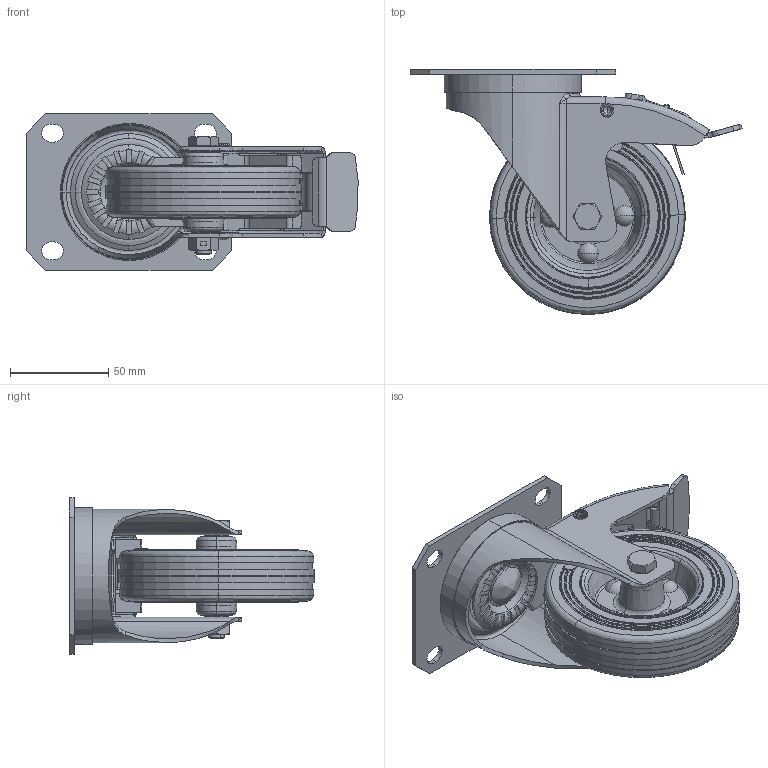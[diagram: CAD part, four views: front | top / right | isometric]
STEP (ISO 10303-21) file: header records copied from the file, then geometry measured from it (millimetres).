
FILE_DESCRIPTION (( 'STEP AP214' ), '1' );
FILE_NAME ('0029352_L-IS-SGS-100-R-3-DSN-grau.STEP', '2016-10-18T12:55:21', ( '' ), ( '' ), 'SwSTEP 2.0', 'SolidWorks 2016', '' );
FILE_SCHEMA (( 'AUTOMOTIVE_DESIGN' ));
Length unit declared in the file: millimetre
Products named in the file (1): 0029352_L-IS-SGS-100-R-3-DSN-grau
Bounding box: 169.35 x 124.99 x 80 mm (x, y, z)
Surface area: 114914.5 mm2 (no closed solid volume)
Topology: 0 solids, 34 shells, 1344 faces, 3562 edges, 2253 vertices
Faces by surface type: plane 587, cylinder 315, bspline 279, cone 129, torus 34
Entity records: 69177 total; most frequent: CARTESIAN_POINT 22452, ORIENTED_EDGE 6919, DIRECTION 6281, EDGE_CURVE 3534, VERTEX_POINT 2253, AXIS2_PLACEMENT_3D 2238, VECTOR 1805, LINE 1805
